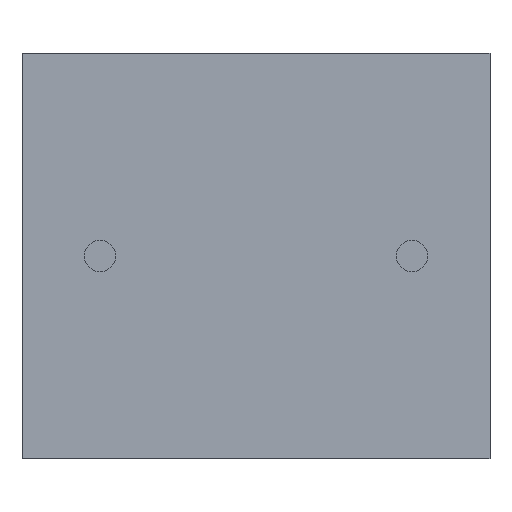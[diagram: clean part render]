
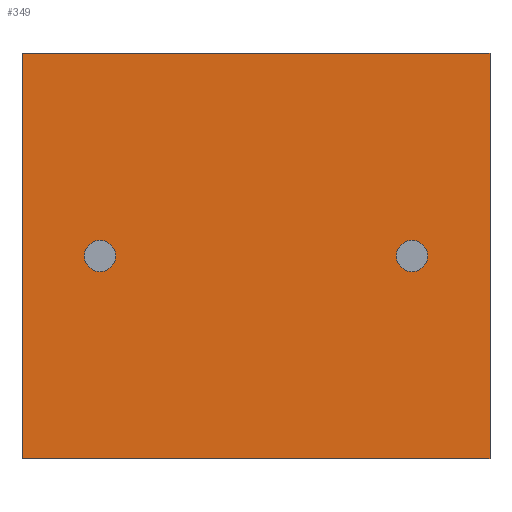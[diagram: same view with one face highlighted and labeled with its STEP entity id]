
A CAD part, front view. The second image highlights one B-rep face of the part: STEP entity #349.
In plain terms, the highlighted planar face has unit normal (0, -1, 0).
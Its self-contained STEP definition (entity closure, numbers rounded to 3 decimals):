
#14=FACE_BOUND('',#55,.T.);
#15=FACE_BOUND('',#56,.T.);
#18=PLANE('',#395);
#36=FACE_OUTER_BOUND('',#54,.T.);
#54=EDGE_LOOP('',(#248,#249,#250,#251));
#55=EDGE_LOOP('',(#252,#253));
#56=EDGE_LOOP('',(#254,#255));
#72=LINE('',#527,#110);
#73=LINE('',#529,#111);
#74=LINE('',#531,#112);
#75=LINE('',#532,#113);
#110=VECTOR('',#439,10.);
#111=VECTOR('',#440,10.);
#112=VECTOR('',#441,10.);
#113=VECTOR('',#442,10.);
#146=CIRCLE('',#384,5.);
#147=CIRCLE('',#385,5.);
#150=CIRCLE('',#390,5.);
#151=CIRCLE('',#391,5.);
#154=VERTEX_POINT('',#503);
#155=VERTEX_POINT('',#504);
#158=VERTEX_POINT('',#514);
#159=VERTEX_POINT('',#515);
#162=VERTEX_POINT('',#525);
#163=VERTEX_POINT('',#526);
#164=VERTEX_POINT('',#528);
#165=VERTEX_POINT('',#530);
#186=EDGE_CURVE('',#154,#155,#146,.T.);
#187=EDGE_CURVE('',#155,#154,#147,.T.);
#191=EDGE_CURVE('',#158,#159,#150,.T.);
#192=EDGE_CURVE('',#159,#158,#151,.T.);
#196=EDGE_CURVE('',#162,#163,#72,.T.);
#197=EDGE_CURVE('',#163,#164,#73,.T.);
#198=EDGE_CURVE('',#164,#165,#74,.T.);
#199=EDGE_CURVE('',#165,#162,#75,.T.);
#248=ORIENTED_EDGE('',*,*,#196,.T.);
#249=ORIENTED_EDGE('',*,*,#197,.T.);
#250=ORIENTED_EDGE('',*,*,#198,.T.);
#251=ORIENTED_EDGE('',*,*,#199,.T.);
#252=ORIENTED_EDGE('',*,*,#186,.T.);
#253=ORIENTED_EDGE('',*,*,#187,.T.);
#254=ORIENTED_EDGE('',*,*,#191,.T.);
#255=ORIENTED_EDGE('',*,*,#192,.T.);
#349=ADVANCED_FACE('',(#36,#14,#15),#18,.T.);
#384=AXIS2_PLACEMENT_3D('',#505,#413,#414);
#385=AXIS2_PLACEMENT_3D('',#506,#415,#416);
#390=AXIS2_PLACEMENT_3D('',#516,#426,#427);
#391=AXIS2_PLACEMENT_3D('',#517,#428,#429);
#395=AXIS2_PLACEMENT_3D('',#524,#437,#438);
#413=DIRECTION('center_axis',(0.,1.,0.));
#414=DIRECTION('ref_axis',(1.,0.,0.));
#415=DIRECTION('center_axis',(0.,1.,0.));
#416=DIRECTION('ref_axis',(1.,0.,0.));
#426=DIRECTION('center_axis',(0.,1.,0.));
#427=DIRECTION('ref_axis',(1.,0.,0.));
#428=DIRECTION('center_axis',(0.,1.,0.));
#429=DIRECTION('ref_axis',(1.,0.,0.));
#437=DIRECTION('center_axis',(0.,-1.,0.));
#438=DIRECTION('ref_axis',(0.,0.,-1.));
#439=DIRECTION('',(0.,0.,-1.));
#440=DIRECTION('',(1.,0.,0.));
#441=DIRECTION('',(0.,0.,1.));
#442=DIRECTION('',(-1.,0.,0.));
#503=CARTESIAN_POINT('',(80.,-70.,0.));
#504=CARTESIAN_POINT('',(70.,-70.,0.));
#505=CARTESIAN_POINT('Origin',(75.,-70.,0.));
#506=CARTESIAN_POINT('Origin',(75.,-70.,0.));
#514=CARTESIAN_POINT('',(-20.,-70.,0.));
#515=CARTESIAN_POINT('',(-30.,-70.,0.));
#516=CARTESIAN_POINT('Origin',(-25.,-70.,0.));
#517=CARTESIAN_POINT('Origin',(-25.,-70.,0.));
#524=CARTESIAN_POINT('Origin',(25.,-70.,0.));
#525=CARTESIAN_POINT('',(-50.,-70.,65.));
#526=CARTESIAN_POINT('',(-50.,-70.,-65.));
#527=CARTESIAN_POINT('',(-50.,-70.,65.));
#528=CARTESIAN_POINT('',(100.,-70.,-65.));
#529=CARTESIAN_POINT('',(-50.,-70.,-65.));
#530=CARTESIAN_POINT('',(100.,-70.,65.));
#531=CARTESIAN_POINT('',(100.,-70.,-65.));
#532=CARTESIAN_POINT('',(100.,-70.,65.));
